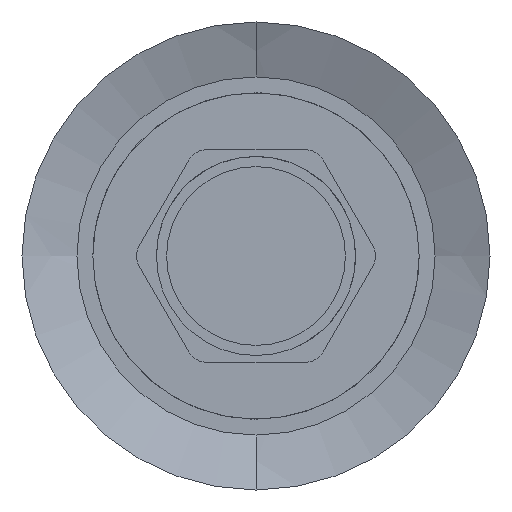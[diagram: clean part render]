
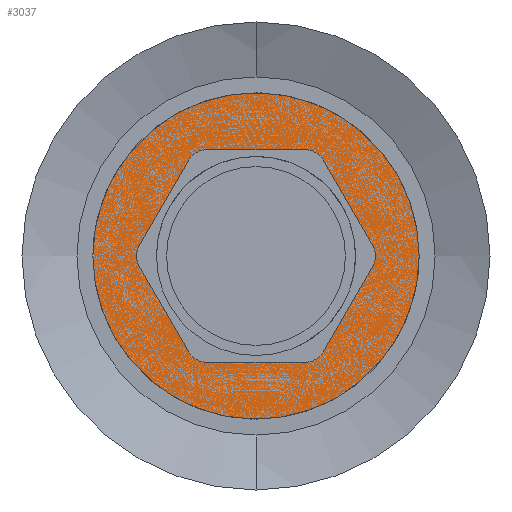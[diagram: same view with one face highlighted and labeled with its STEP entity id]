
A CAD part, front view. The second image highlights one B-rep face of the part: STEP entity #3037.
In plain terms, the highlighted planar face has unit normal (0, -1, 0).
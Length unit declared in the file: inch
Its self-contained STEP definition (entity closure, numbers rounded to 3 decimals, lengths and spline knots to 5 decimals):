
#2320=CARTESIAN_POINT('',(0.,-2.6,0.));
#2321=DIRECTION('',(0.,1.,0.));
#2322=DIRECTION('',(1.,0.,0.));
#2323=AXIS2_PLACEMENT_3D('',#2320,#2321,#2322);
#2325=CARTESIAN_POINT('',(0.,-2.6,0.));
#2326=DIRECTION('',(0.,1.,0.));
#2327=DIRECTION('',(-1.,0.,0.));
#2328=AXIS2_PLACEMENT_3D('',#2325,#2326,#2327);
#2330=CARTESIAN_POINT('',(0.31033,-2.6,-0.5375));
#2331=DIRECTION('',(0.,-1.,0.));
#2332=DIRECTION('',(0.,0.,-1.));
#2333=AXIS2_PLACEMENT_3D('',#2330,#2331,#2332);
#2335=DIRECTION('',(0.5,0.,0.866));
#2336=VECTOR('',#2335,0.62065);
#2337=CARTESIAN_POINT('',(0.42291,-2.6,-0.6025));
#2338=LINE('',#2337,#2336);
#2339=CARTESIAN_POINT('',(0.62065,-2.6,0.));
#2340=DIRECTION('',(0.,-1.,0.));
#2341=DIRECTION('',(0.866,0.,-0.5));
#2342=AXIS2_PLACEMENT_3D('',#2339,#2340,#2341);
#2344=DIRECTION('',(-0.5,0.,0.866));
#2345=VECTOR('',#2344,0.62065);
#2346=CARTESIAN_POINT('',(0.73323,-2.6,0.065));
#2347=LINE('',#2346,#2345);
#2348=CARTESIAN_POINT('',(0.31033,-2.6,0.5375));
#2349=DIRECTION('',(0.,-1.,0.));
#2350=DIRECTION('',(0.866,0.,0.5));
#2351=AXIS2_PLACEMENT_3D('',#2348,#2349,#2350);
#2353=CARTESIAN_POINT('',(-0.31033,-2.6,0.5375));
#2354=DIRECTION('',(0.,-1.,0.));
#2355=DIRECTION('',(0.,0.,1.));
#2356=AXIS2_PLACEMENT_3D('',#2353,#2354,#2355);
#2358=DIRECTION('',(-0.5,0.,-0.866));
#2359=VECTOR('',#2358,0.62065);
#2360=CARTESIAN_POINT('',(-0.42291,-2.6,0.6025));
#2361=LINE('',#2360,#2359);
#2362=CARTESIAN_POINT('',(-0.62065,-2.6,0.));
#2363=DIRECTION('',(0.,-1.,0.));
#2364=DIRECTION('',(-0.866,0.,0.5));
#2365=AXIS2_PLACEMENT_3D('',#2362,#2363,#2364);
#2367=DIRECTION('',(0.5,0.,-0.866));
#2368=VECTOR('',#2367,0.62065);
#2369=CARTESIAN_POINT('',(-0.73323,-2.6,-0.065));
#2370=LINE('',#2369,#2368);
#2371=CARTESIAN_POINT('',(-0.31033,-2.6,-0.5375));
#2372=DIRECTION('',(0.,-1.,0.));
#2373=DIRECTION('',(-0.866,0.,-0.5));
#2374=AXIS2_PLACEMENT_3D('',#2371,#2372,#2373);
#2376=DIRECTION('',(1.,0.,0.));
#2377=VECTOR('',#2376,0.62065);
#2378=CARTESIAN_POINT('',(-0.31033,-2.6,-0.6675));
#2379=LINE('',#2378,#2377);
#2482=DIRECTION('',(-1.,0.,0.));
#2483=VECTOR('',#2482,0.62065);
#2484=CARTESIAN_POINT('',(0.31033,-2.6,0.6675));
#2485=LINE('',#2484,#2483);
#2546=CARTESIAN_POINT('',(-1.025,-2.6,0.));
#2547=VERTEX_POINT('',#2546);
#2548=CARTESIAN_POINT('',(1.025,-2.6,0.));
#2549=VERTEX_POINT('',#2548);
#2550=CARTESIAN_POINT('',(-0.31033,-2.6,-0.6675));
#2551=CARTESIAN_POINT('',(0.31033,-2.6,-0.6675));
#2552=VERTEX_POINT('',#2550);
#2553=VERTEX_POINT('',#2551);
#2554=CARTESIAN_POINT('',(-0.42291,-2.6,-0.6025));
#2555=VERTEX_POINT('',#2554);
#2556=CARTESIAN_POINT('',(-0.73323,-2.6,-0.065));
#2557=VERTEX_POINT('',#2556);
#2558=CARTESIAN_POINT('',(-0.73323,-2.6,0.065));
#2559=VERTEX_POINT('',#2558);
#2560=CARTESIAN_POINT('',(-0.42291,-2.6,0.6025));
#2561=VERTEX_POINT('',#2560);
#2562=CARTESIAN_POINT('',(-0.31033,-2.6,0.6675));
#2563=VERTEX_POINT('',#2562);
#2564=CARTESIAN_POINT('',(0.31033,-2.6,0.6675));
#2565=VERTEX_POINT('',#2564);
#2566=CARTESIAN_POINT('',(0.42291,-2.6,0.6025));
#2567=VERTEX_POINT('',#2566);
#2568=CARTESIAN_POINT('',(0.73323,-2.6,0.065));
#2569=VERTEX_POINT('',#2568);
#2570=CARTESIAN_POINT('',(0.73323,-2.6,-0.065));
#2571=VERTEX_POINT('',#2570);
#2572=CARTESIAN_POINT('',(0.42291,-2.6,-0.6025));
#2573=VERTEX_POINT('',#2572);
#3002=CARTESIAN_POINT('',(0.,-2.6,0.));
#3003=DIRECTION('',(0.,1.,0.));
#3004=DIRECTION('',(1.,0.,0.));
#3005=AXIS2_PLACEMENT_3D('',#3002,#3003,#3004);
#3006=PLANE('',#3005);
#3007=ORIENTED_EDGE('',*,*,#2995,.T.);
#3008=ORIENTED_EDGE('',*,*,#2984,.T.);
#3009=EDGE_LOOP('',(#3007,#3008));
#3010=FACE_OUTER_BOUND('',#3009,.F.);
#3012=ORIENTED_EDGE('',*,*,#3011,.T.);
#3014=ORIENTED_EDGE('',*,*,#3013,.T.);
#3016=ORIENTED_EDGE('',*,*,#3015,.T.);
#3018=ORIENTED_EDGE('',*,*,#3017,.T.);
#3020=ORIENTED_EDGE('',*,*,#3019,.T.);
#3022=ORIENTED_EDGE('',*,*,#3021,.T.);
#3024=ORIENTED_EDGE('',*,*,#3023,.T.);
#3026=ORIENTED_EDGE('',*,*,#3025,.T.);
#3028=ORIENTED_EDGE('',*,*,#3027,.T.);
#3030=ORIENTED_EDGE('',*,*,#3029,.T.);
#3032=ORIENTED_EDGE('',*,*,#3031,.T.);
#3034=ORIENTED_EDGE('',*,*,#3033,.T.);
#3035=EDGE_LOOP('',(#3012,#3014,#3016,#3018,#3020,#3022,#3024,#3026,#3028,#3030,
#3032,#3034));
#3036=FACE_BOUND('',#3035,.F.);
#3037=ADVANCED_FACE('',(#3010,#3036),#3006,.F.);
#2324=CIRCLE('',#2323,1.025);
#2329=CIRCLE('',#2328,1.025);
#2334=CIRCLE('',#2333,0.13);
#2343=CIRCLE('',#2342,0.13);
#2352=CIRCLE('',#2351,0.13);
#2357=CIRCLE('',#2356,0.13);
#2366=CIRCLE('',#2365,0.13);
#2375=CIRCLE('',#2374,0.13);
#2984=EDGE_CURVE('',#2547,#2549,#2329,.T.);
#2995=EDGE_CURVE('',#2549,#2547,#2324,.T.);
#3011=EDGE_CURVE('',#2552,#2553,#2379,.T.);
#3013=EDGE_CURVE('',#2553,#2573,#2334,.T.);
#3015=EDGE_CURVE('',#2573,#2571,#2338,.T.);
#3017=EDGE_CURVE('',#2571,#2569,#2343,.T.);
#3019=EDGE_CURVE('',#2569,#2567,#2347,.T.);
#3021=EDGE_CURVE('',#2567,#2565,#2352,.T.);
#3023=EDGE_CURVE('',#2565,#2563,#2485,.T.);
#3025=EDGE_CURVE('',#2563,#2561,#2357,.T.);
#3027=EDGE_CURVE('',#2561,#2559,#2361,.T.);
#3029=EDGE_CURVE('',#2559,#2557,#2366,.T.);
#3031=EDGE_CURVE('',#2557,#2555,#2370,.T.);
#3033=EDGE_CURVE('',#2555,#2552,#2375,.T.);
